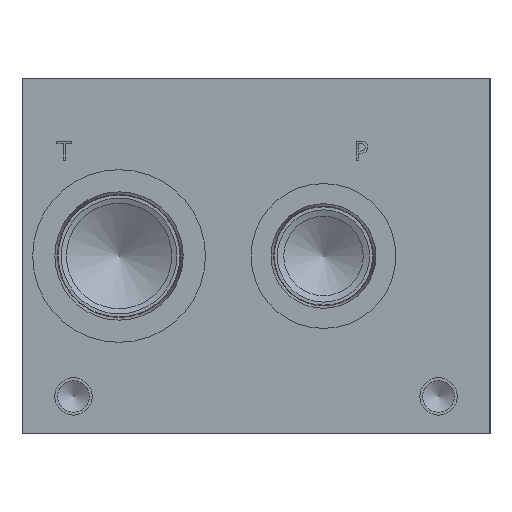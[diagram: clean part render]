
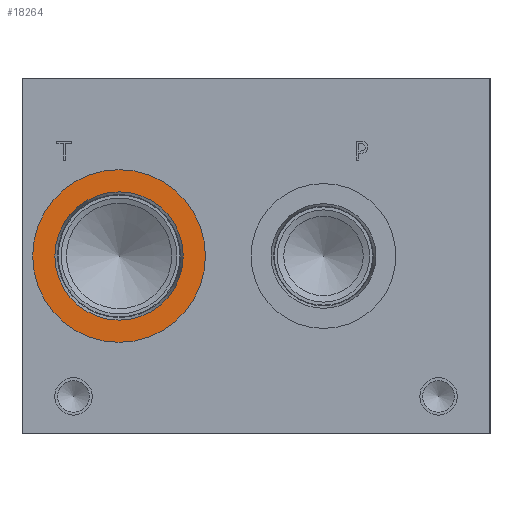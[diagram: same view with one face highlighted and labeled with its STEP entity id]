
A CAD part, left-side view. The second image highlights one B-rep face of the part: STEP entity #18264.
In plain terms, the highlighted planar face has unit normal (-1, 0, 0).
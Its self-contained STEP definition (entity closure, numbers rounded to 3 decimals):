
#599=CIRCLE('',#19193,29.286);
#600=CIRCLE('',#19194,29.286);
#601=CIRCLE('',#19196,21.755);
#602=CIRCLE('',#19197,21.755);
#1518=FACE_BOUND('',#3364,.T.);
#2296=FACE_OUTER_BOUND('',#3363,.T.);
#3363=EDGE_LOOP('',(#14998,#14999));
#3364=EDGE_LOOP('',(#15000,#15001));
#8247=VERTEX_POINT('',#30438);
#8248=VERTEX_POINT('',#30440);
#8249=VERTEX_POINT('',#30444);
#8250=VERTEX_POINT('',#30445);
#10631=EDGE_CURVE('',#8247,#8248,#599,.T.);
#10632=EDGE_CURVE('',#8248,#8247,#600,.T.);
#10633=EDGE_CURVE('',#8249,#8250,#601,.T.);
#10634=EDGE_CURVE('',#8250,#8249,#602,.T.);
#14998=ORIENTED_EDGE('',*,*,#10632,.F.);
#14999=ORIENTED_EDGE('',*,*,#10631,.F.);
#15000=ORIENTED_EDGE('',*,*,#10633,.T.);
#15001=ORIENTED_EDGE('',*,*,#10634,.T.);
#16935=PLANE('',#19195);
#18264=ADVANCED_FACE('',(#2296,#1518),#16935,.F.);
#19193=AXIS2_PLACEMENT_3D('',#30441,#22582,#22583);
#19194=AXIS2_PLACEMENT_3D('',#30442,#22584,#22585);
#19195=AXIS2_PLACEMENT_3D('',#30443,#22586,#22587);
#19196=AXIS2_PLACEMENT_3D('',#30446,#22588,#22589);
#19197=AXIS2_PLACEMENT_3D('',#30447,#22590,#22591);
#22582=DIRECTION('center_axis',(1.,0.,0.));
#22583=DIRECTION('ref_axis',(0.,0.,-1.));
#22584=DIRECTION('center_axis',(1.,0.,0.));
#22585=DIRECTION('ref_axis',(0.,0.,-1.));
#22586=DIRECTION('center_axis',(1.,0.,0.));
#22587=DIRECTION('ref_axis',(0.,0.,-1.));
#22588=DIRECTION('center_axis',(1.,0.,0.));
#22589=DIRECTION('ref_axis',(0.,0.,-1.));
#22590=DIRECTION('center_axis',(1.,0.,0.));
#22591=DIRECTION('ref_axis',(0.,0.,-1.));
#30438=CARTESIAN_POINT('',(0.787,125.832,31.039));
#30440=CARTESIAN_POINT('',(0.787,125.832,89.611));
#30441=CARTESIAN_POINT('Origin',(0.787,125.832,60.325));
#30442=CARTESIAN_POINT('Origin',(0.787,125.832,60.325));
#30443=CARTESIAN_POINT('Origin',(0.787,125.832,82.08));
#30444=CARTESIAN_POINT('',(0.787,125.832,82.08));
#30445=CARTESIAN_POINT('',(0.787,125.832,38.57));
#30446=CARTESIAN_POINT('Origin',(0.787,125.832,60.325));
#30447=CARTESIAN_POINT('Origin',(0.787,125.832,60.325));
